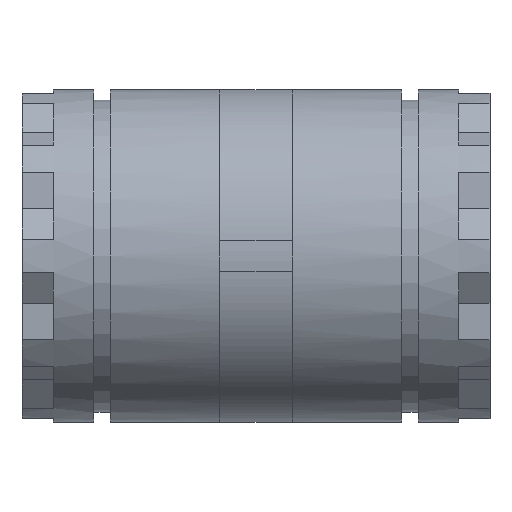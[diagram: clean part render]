
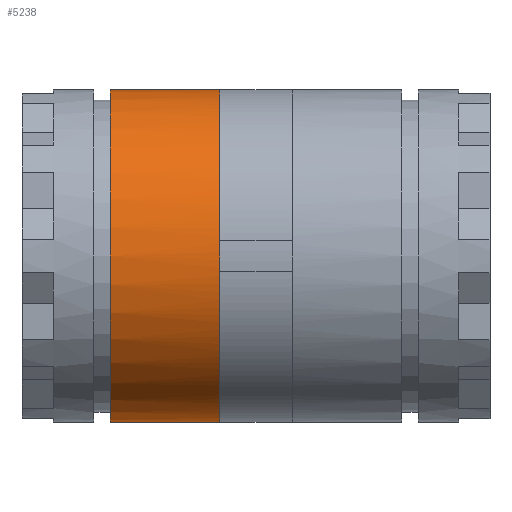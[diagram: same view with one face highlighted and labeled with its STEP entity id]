
A CAD part, front view. The second image highlights one B-rep face of the part: STEP entity #5238.
In plain terms, the highlighted cylindrical face has radius 16 mm (diameter 32 mm), a partial arc.
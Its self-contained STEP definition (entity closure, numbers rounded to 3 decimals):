
#564 = DIRECTION ( 'NONE',  ( -1., 0., 0. ) ) ;
#565 = VECTOR ( 'NONE', #564, 1000. ) ;
#566 = CARTESIAN_POINT ( 'NONE',  ( 0., 0., 16. ) ) ;
#567 = LINE ( 'NONE', #566, #565 ) ;
#646 = CARTESIAN_POINT ( 'NONE',  ( -3.5, 0., 16. ) ) ;
#647 = CARTESIAN_POINT ( 'NONE',  ( -3.5, 0., -16. ) ) ;
#648 = CARTESIAN_POINT ( 'NONE',  ( -14., 0., -16. ) ) ;
#649 = DIRECTION ( 'NONE',  ( -1., 0., 0. ) ) ;
#650 = VECTOR ( 'NONE', #649, 1000. ) ;
#651 = CARTESIAN_POINT ( 'NONE',  ( 0., 0., -16. ) ) ;
#652 = LINE ( 'NONE', #651, #650 ) ;
#658 = CARTESIAN_POINT ( 'NONE',  ( -14., 0., 16. ) ) ;
#1752 = DIRECTION ( 'NONE',  ( 0., 0., 1. ) ) ;
#1753 = DIRECTION ( 'NONE',  ( -1., 0., 0. ) ) ;
#1754 = CARTESIAN_POINT ( 'NONE',  ( -3.5, 0., 0. ) ) ;
#1755 = AXIS2_PLACEMENT_3D ( 'NONE', #1754, #1753, #1752 ) ;
#1756 = CIRCLE ( 'NONE', #1755, 16. ) ;
#3188 = FACE_OUTER_BOUND ( 'NONE', #3856, .T. ) ;
#3218 = DIRECTION ( 'NONE',  ( 0., 0., 1. ) ) ;
#3219 = DIRECTION ( 'NONE',  ( -1., 0., 0. ) ) ;
#3220 = CARTESIAN_POINT ( 'NONE',  ( -14., 0., 0. ) ) ;
#3221 = AXIS2_PLACEMENT_3D ( 'NONE', #3220, #3219, #3218 ) ;
#3223 = DIRECTION ( 'NONE',  ( 0., 0., 1. ) ) ;
#3224 = DIRECTION ( 'NONE',  ( -1., 0., 0. ) ) ;
#3225 = CARTESIAN_POINT ( 'NONE',  ( 0., 0., 0. ) ) ;
#3226 = AXIS2_PLACEMENT_3D ( 'NONE', #3225, #3224, #3223 ) ;
#3227 = CIRCLE ( 'NONE', #3221, 16. ) ;
#3228 = CYLINDRICAL_SURFACE ( 'NONE', #3226, 16. ) ;
#3856 = EDGE_LOOP ( 'NONE', ( #5239, #5237, #5233, #5234 ) ) ;
#4233 = EDGE_CURVE ( 'NONE', #4264, #4257, #567, .T. ) ;
#4257 = VERTEX_POINT ( 'NONE', #658 ) ;
#4261 = EDGE_CURVE ( 'NONE', #4263, #4262, #652, .T. ) ;
#4262 = VERTEX_POINT ( 'NONE', #648 ) ;
#4263 = VERTEX_POINT ( 'NONE', #647 ) ;
#4264 = VERTEX_POINT ( 'NONE', #646 ) ;
#4743 = EDGE_CURVE ( 'NONE', #4263, #4264, #1756, .T. ) ;
#5233 = ORIENTED_EDGE ( 'NONE', *, *, #4233, .T. ) ;
#5234 = ORIENTED_EDGE ( 'NONE', *, *, #5240, .F. ) ;
#5237 = ORIENTED_EDGE ( 'NONE', *, *, #4743, .T. ) ;
#5238 = ADVANCED_FACE ( 'NONE', ( #3188 ), #3228, .T. ) ;
#5239 = ORIENTED_EDGE ( 'NONE', *, *, #4261, .F. ) ;
#5240 = EDGE_CURVE ( 'NONE', #4262, #4257, #3227, .T. ) ;
